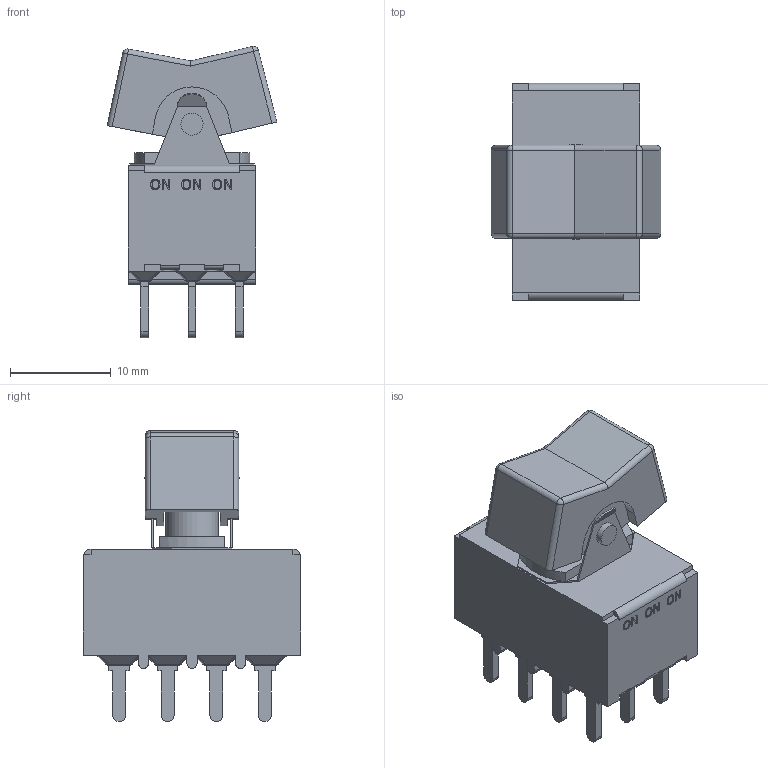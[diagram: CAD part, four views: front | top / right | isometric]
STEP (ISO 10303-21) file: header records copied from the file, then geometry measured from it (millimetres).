
FILE_DESCRIPTION((' '),'2;1');
FILE_NAME('3004PxJ1xxxM2xE.stp','2017-07-31T16:05:27',(' '),(' '),' ','ACIS',' ');
FILE_SCHEMA(('CONFIG_CONTROL_DESIGN'));
Length unit declared in the file: inch
Products named in the file (1): 3004PxJ1xxxM2xE.stp
Bounding box: 16.87 x 21.59 x 28.95 mm (x, y, z)
Volume: 3794.8 mm3; surface area: 2830.2 mm2
Topology: 1 solids, 1 shells, 596 faces, 1490 edges, 926 vertices
Faces by surface type: plane 363, cylinder 145, sphere 52, bspline 36
Full cylindrical faces by diameter (mm): 2.2 x4, 3.2 x1, 5.2 x1
Entity records: 17743 total; most frequent: CARTESIAN_POINT 3493, ORIENTED_EDGE 2968, DIRECTION 2842, EDGE_CURVE 1484, VECTOR 1104, LINE 1104, VERTEX_POINT 926, AXIS2_PLACEMENT_3D 869
